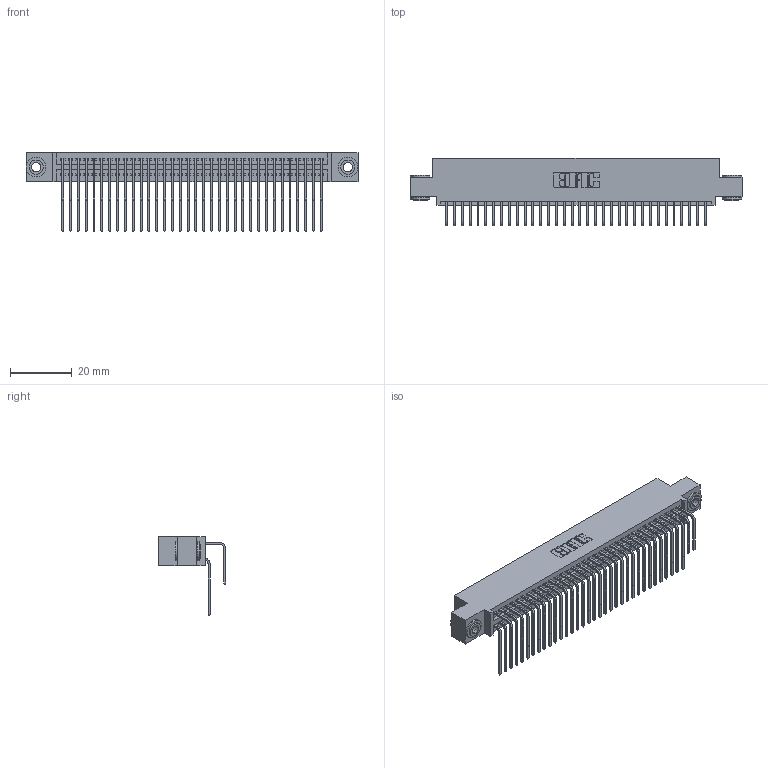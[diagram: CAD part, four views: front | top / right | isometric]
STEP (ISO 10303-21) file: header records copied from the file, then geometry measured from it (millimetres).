
FILE_DESCRIPTION (( 'STEP AP203' ), '1' );
FILE_NAME ('395-068-558-503.STEP', '2019-10-23T23:38:54', ( '' ), ( '' ), 'SwSTEP 2.0', 'SolidWorks 2016', '' );
FILE_SCHEMA (( 'CONFIG_CONTROL_DESIGN' ));
Length unit declared in the file: inch
Products named in the file (5): 345 Part_0.110 Offset - 0.156 Dia-TH; 345-292-001_558 559 Tail - 1; 345-292-001_558 Tail - 2; 345-250-002_345-250-002-102; 395-068-558-503
Assembly tree (71 placements, depth 2):
  395-068-558-503
    345 Part_0.110 Offset - 0.156 Dia-TH
    345-292-001_558 559 Tail - 1  x34
    345-292-001_558 Tail - 2  x34
    345-250-002_345-250-002-102  x2
Bounding box: 107.57 x 21.83 x 25.53 mm (x, y, z)
Volume: 10713.4 mm3; surface area: 17823.6 mm2
Topology: 71 solids, 71 shells, 3704 faces, 10969 edges, 7218 vertices
Faces by surface type: plane 2474, cylinder 1222, cone 8
Entity records: 30188 total; most frequent: CARTESIAN_POINT 5090, ORIENTED_EDGE 4966, DIRECTION 4501, EDGE_CURVE 2483, LINE 2151, VECTOR 2151, VERTEX_POINT 1650, AXIS2_PLACEMENT_3D 1175
